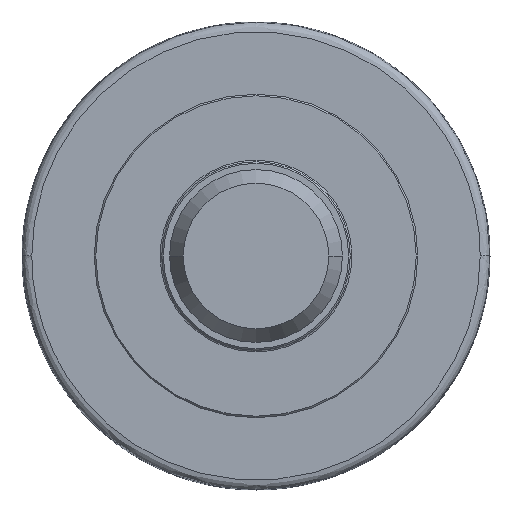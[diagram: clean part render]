
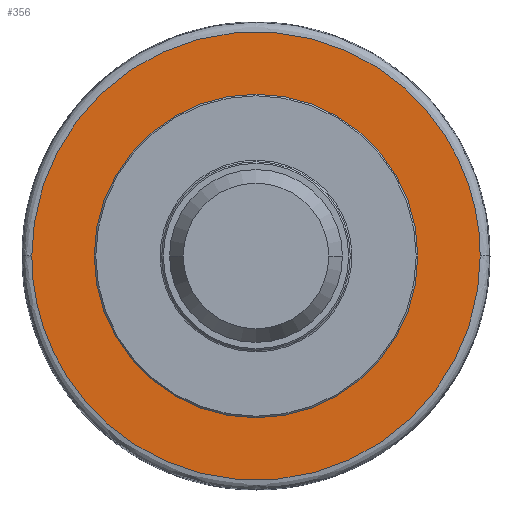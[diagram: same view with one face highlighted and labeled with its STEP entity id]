
A CAD part, left-side view. The second image highlights one B-rep face of the part: STEP entity #356.
In plain terms, the highlighted planar face has unit normal (-1, 0, 0).
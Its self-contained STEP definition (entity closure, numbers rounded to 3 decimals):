
#118 = ORIENTED_EDGE ( 'NONE', *, *, #2038, .T. ) ;
#119 = ORIENTED_EDGE ( 'NONE', *, *, #2034, .T. ) ;
#120 = ORIENTED_EDGE ( 'NONE', *, *, #1962, .T. ) ;
#121 = ORIENTED_EDGE ( 'NONE', *, *, #2035, .T. ) ;
#122 = ORIENTED_EDGE ( 'NONE', *, *, #2033, .T. ) ;
#123 = ORIENTED_EDGE ( 'NONE', *, *, #1965, .T. ) ;
#124 = ORIENTED_EDGE ( 'NONE', *, *, #1941, .T. ) ;
#125 = ORIENTED_EDGE ( 'NONE', *, *, #2032, .T. ) ;
#126 = ORIENTED_EDGE ( 'NONE', *, *, #2039, .F. ) ;
#127 = ORIENTED_EDGE ( 'NONE', *, *, #1936, .F. ) ;
#163 = FACE_OUTER_BOUND ( 'NONE', #731, .T. ) ;
#167 = FACE_BOUND ( 'NONE', #739, .T. ) ;
#177 = CIRCLE ( 'NONE', #2059, 45.1 ) ;
#198 = VECTOR ( 'NONE', #1382, 1000. ) ;
#202 = LINE ( 'NONE', #1373, #198 ) ;
#271 = VECTOR ( 'NONE', #1905, 1000. ) ;
#273 = LINE ( 'NONE', #1904, #271 ) ;
#276 = LINE ( 'NONE', #1930, #281 ) ;
#277 = CIRCLE ( 'NONE', #2103, 45.1 ) ;
#278 = LINE ( 'NONE', #1906, #279 ) ;
#279 = VECTOR ( 'NONE', #1907, 1000. ) ;
#281 = VECTOR ( 'NONE', #383, 1000. ) ;
#356 = ADVANCED_FACE ( 'NONE', ( #167, #163 ), #950, .T. ) ;
#380 = CARTESIAN_POINT ( 'NONE',  ( 28.2, 71.373, 142.746 ) ) ;
#381 = CARTESIAN_POINT ( 'NONE',  ( 28.2, -71.373, 142.746 ) ) ;
#382 = CARTESIAN_POINT ( 'NONE',  ( 28.2, -71.373, 0. ) ) ;
#383 = DIRECTION ( 'NONE',  ( 0., 0., 1. ) ) ;
#731 = EDGE_LOOP ( 'NONE', ( #126, #127 ) ) ;
#739 = EDGE_LOOP ( 'NONE', ( #118, #119, #120, #121, #122, #123, #124, #125 ) ) ;
#797 =( BOUNDED_CURVE ( )  B_SPLINE_CURVE ( 3, ( #1055, #1059, #1060, #1061 ),
 .UNSPECIFIED., .F., .T. ) 
 B_SPLINE_CURVE_WITH_KNOTS ( ( 4, 4 ),
 ( 0.25, 0.75 ),
 .UNSPECIFIED. ) 
 CURVE ( )  GEOMETRIC_REPRESENTATION_ITEM ( )  RATIONAL_B_SPLINE_CURVE ( ( 1., 0.333, 0.333, 1. ) ) 
 REPRESENTATION_ITEM ( '' )  );
#798 =( BOUNDED_CURVE ( )  B_SPLINE_CURVE ( 3, ( #1370, #1374, #1375, #1376 ),
 .UNSPECIFIED., .F., .F. ) 
 B_SPLINE_CURVE_WITH_KNOTS ( ( 4, 4 ),
 ( 0.458, 3.142 ),
 .UNSPECIFIED. ) 
 CURVE ( )  GEOMETRIC_REPRESENTATION_ITEM ( )  RATIONAL_B_SPLINE_CURVE ( ( 1., 0.485, 0.485, 1. ) ) 
 REPRESENTATION_ITEM ( '' )  );
#803 =( BOUNDED_CURVE ( )  B_SPLINE_CURVE ( 3, ( #1877, #1910, #1911, #1912 ),
 .UNSPECIFIED., .F., .T. ) 
 B_SPLINE_CURVE_WITH_KNOTS ( ( 4, 4 ),
 ( 3.142, 5.826 ),
 .UNSPECIFIED. ) 
 CURVE ( )  GEOMETRIC_REPRESENTATION_ITEM ( )  RATIONAL_B_SPLINE_CURVE ( ( 1., 0.485, 0.485, 1. ) ) 
 REPRESENTATION_ITEM ( '' )  );
#804 =( BOUNDED_CURVE ( )  B_SPLINE_CURVE ( 3, ( #1927, #380, #381, #382 ),
 .UNSPECIFIED., .F., .T. ) 
 B_SPLINE_CURVE_WITH_KNOTS ( ( 4, 4 ),
 ( 0.75, 1.25 ),
 .UNSPECIFIED. ) 
 CURVE ( )  GEOMETRIC_REPRESENTATION_ITEM ( )  RATIONAL_B_SPLINE_CURVE ( ( 1., 0.333, 0.333, 1. ) ) 
 REPRESENTATION_ITEM ( '' )  );
#815 = VERTEX_POINT ( 'NONE', #989 ) ;
#820 = VERTEX_POINT ( 'NONE', #995 ) ;
#833 = VERTEX_POINT ( 'NONE', #1003 ) ;
#835 = VERTEX_POINT ( 'NONE', #1005 ) ;
#837 = VERTEX_POINT ( 'NONE', #1007 ) ;
#840 = VERTEX_POINT ( 'NONE', #1010 ) ;
#846 = VERTEX_POINT ( 'NONE', #1016 ) ;
#881 = VERTEX_POINT ( 'NONE', #1051 ) ;
#882 = VERTEX_POINT ( 'NONE', #1052 ) ;
#883 = VERTEX_POINT ( 'NONE', #1053 ) ;
#944 = CARTESIAN_POINT ( 'NONE',  ( 28.2, 0., 65.416 ) ) ;
#950 = PLANE ( 'NONE',  #2049 ) ;
#951 = DIRECTION ( 'NONE',  ( -1., 0., 0. ) ) ;
#952 = DIRECTION ( 'NONE',  ( 0., 0., 1. ) ) ;
#989 = CARTESIAN_POINT ( 'NONE',  ( 28.2, 0., 45.1 ) ) ;
#995 = CARTESIAN_POINT ( 'NONE',  ( 28.2, -71.373, 0. ) ) ;
#1003 = CARTESIAN_POINT ( 'NONE',  ( 28.2, 71.373, 0. ) ) ;
#1005 = CARTESIAN_POINT ( 'NONE',  ( 28.2, 0.748, -44. ) ) ;
#1007 = CARTESIAN_POINT ( 'NONE',  ( 28.2, 0., -35.734 ) ) ;
#1010 = CARTESIAN_POINT ( 'NONE',  ( 28.2, -0.663, -44. ) ) ;
#1016 = CARTESIAN_POINT ( 'NONE',  ( 28.2, 0.748, -45.094 ) ) ;
#1051 = CARTESIAN_POINT ( 'NONE',  ( 28.2, -0.748, -44. ) ) ;
#1052 = CARTESIAN_POINT ( 'NONE',  ( 28.2, 0.663, -44. ) ) ;
#1053 = CARTESIAN_POINT ( 'NONE',  ( 28.2, -0.748, -45.094 ) ) ;
#1055 = CARTESIAN_POINT ( 'NONE',  ( 28.2, -71.373, 0. ) ) ;
#1059 = CARTESIAN_POINT ( 'NONE',  ( 28.2, -71.373, -142.746 ) ) ;
#1060 = CARTESIAN_POINT ( 'NONE',  ( 28.2, 71.373, -142.746 ) ) ;
#1061 = CARTESIAN_POINT ( 'NONE',  ( 28.2, 71.373, 0. ) ) ;
#1071 = CARTESIAN_POINT ( 'NONE',  ( 28.2, 0., 0. ) ) ;
#1187 = DIRECTION ( 'NONE',  ( 1., 0., 0. ) ) ;
#1188 = DIRECTION ( 'NONE',  ( 0., 1., 0. ) ) ;
#1370 = CARTESIAN_POINT ( 'NONE',  ( 28.2, -0.663, -44. ) ) ;
#1373 = CARTESIAN_POINT ( 'NONE',  ( 28.2, 0.748, 65.416 ) ) ;
#1374 = CARTESIAN_POINT ( 'NONE',  ( 28.2, -2.466, -41.421 ) ) ;
#1375 = CARTESIAN_POINT ( 'NONE',  ( 28.2, -2.01, -35.734 ) ) ;
#1376 = CARTESIAN_POINT ( 'NONE',  ( 28.2, 0., -35.734 ) ) ;
#1382 = DIRECTION ( 'NONE',  ( 0., 0., -1. ) ) ;
#1877 = CARTESIAN_POINT ( 'NONE',  ( 28.2, 0., -35.734 ) ) ;
#1901 = CARTESIAN_POINT ( 'NONE',  ( 28.2, 0., 0. ) ) ;
#1902 = DIRECTION ( 'NONE',  ( 1., 0., 0. ) ) ;
#1903 = DIRECTION ( 'NONE',  ( 0., 1., 0. ) ) ;
#1904 = CARTESIAN_POINT ( 'NONE',  ( 28.2, 0., -44. ) ) ;
#1905 = DIRECTION ( 'NONE',  ( 0., 1., 0. ) ) ;
#1906 = CARTESIAN_POINT ( 'NONE',  ( 28.2, 0., -44. ) ) ;
#1907 = DIRECTION ( 'NONE',  ( 0., 1., 0. ) ) ;
#1910 = CARTESIAN_POINT ( 'NONE',  ( 28.2, 2.01, -35.734 ) ) ;
#1911 = CARTESIAN_POINT ( 'NONE',  ( 28.2, 2.466, -41.421 ) ) ;
#1912 = CARTESIAN_POINT ( 'NONE',  ( 28.2, 0.663, -44. ) ) ;
#1927 = CARTESIAN_POINT ( 'NONE',  ( 28.2, 71.373, 0. ) ) ;
#1930 = CARTESIAN_POINT ( 'NONE',  ( 28.2, -0.748, 65.416 ) ) ;
#1936 = EDGE_CURVE ( 'NONE', #820, #833, #797, .T. ) ;
#1941 = EDGE_CURVE ( 'NONE', #846, #815, #177, .T. ) ;
#1962 = EDGE_CURVE ( 'NONE', #840, #837, #798, .T. ) ;
#1965 = EDGE_CURVE ( 'NONE', #835, #846, #202, .T. ) ;
#2032 = EDGE_CURVE ( 'NONE', #815, #883, #277, .T. ) ;
#2033 = EDGE_CURVE ( 'NONE', #882, #835, #273, .T. ) ;
#2034 = EDGE_CURVE ( 'NONE', #881, #840, #278, .T. ) ;
#2035 = EDGE_CURVE ( 'NONE', #837, #882, #803, .T. ) ;
#2038 = EDGE_CURVE ( 'NONE', #883, #881, #276, .T. ) ;
#2039 = EDGE_CURVE ( 'NONE', #833, #820, #804, .T. ) ;
#2049 = AXIS2_PLACEMENT_3D ( 'NONE', #944, #951, #952 ) ;
#2059 = AXIS2_PLACEMENT_3D ( 'NONE', #1071, #1187, #1188 ) ;
#2103 = AXIS2_PLACEMENT_3D ( 'NONE', #1901, #1902, #1903 ) ;
